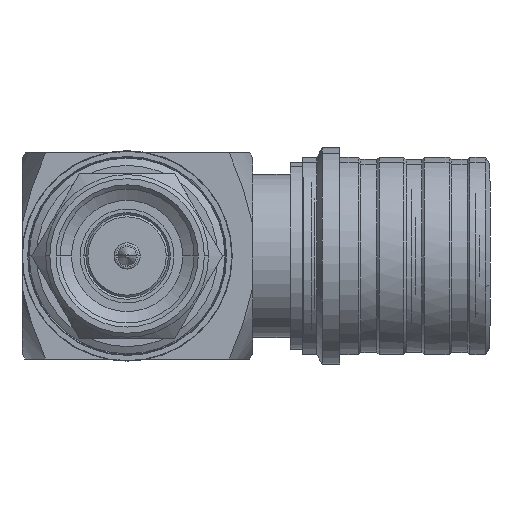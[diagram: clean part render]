
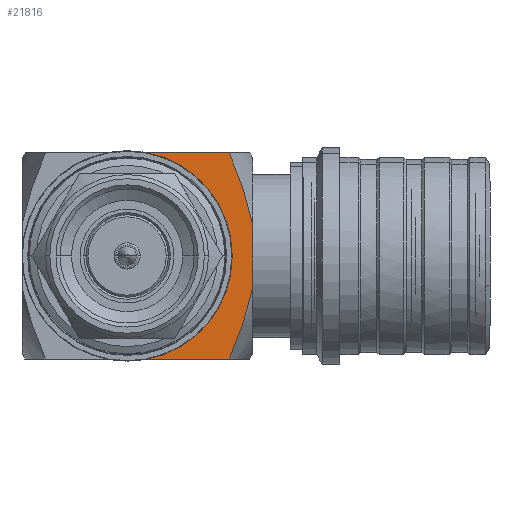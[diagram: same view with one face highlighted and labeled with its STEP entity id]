
A CAD part, left-side view. The second image highlights one B-rep face of the part: STEP entity #21816.
In plain terms, the highlighted face is planar.
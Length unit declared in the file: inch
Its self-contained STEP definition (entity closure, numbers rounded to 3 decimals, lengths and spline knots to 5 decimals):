
#504 = ORIENTED_EDGE ( 'NONE', *, *, #13243, .T. ) ;
#1041 = DIRECTION ( 'NONE',  ( 0., 0., -1. ) ) ;
#1364 = CARTESIAN_POINT ( 'NONE',  ( 0.31102, -0.17717, 0.05987 ) ) ;
#1397 = EDGE_LOOP ( 'NONE', ( #33351, #504, #29173, #11904, #7501, #26670, #30240 ) ) ;
#2426 = CARTESIAN_POINT ( 'NONE',  ( 0.35596, -0.17717, -0.19685 ) ) ;
#2719 = CARTESIAN_POINT ( 'NONE',  ( 0.55118, -0.17717, 0. ) ) ;
#3176 = CARTESIAN_POINT ( 'NONE',  ( 0.35596, -0.17717, 0.19685 ) ) ;
#3210 = CARTESIAN_POINT ( 'NONE',  ( 0.32203, -0.17717, 0.10683 ) ) ;
#3660 = CARTESIAN_POINT ( 'NONE',  ( 0.31102, -0.17717, -0.19685 ) ) ;
#3689 = CARTESIAN_POINT ( 'NONE',  ( 0.51161, -0.17717, -0.19685 ) ) ;
#4216 = AXIS2_PLACEMENT_3D ( 'NONE', #2719, #33361, #35938 ) ;
#5712 = CARTESIAN_POINT ( 'NONE',  ( 0.35039, -0.17717, 0. ) ) ;
#5978 = CARTESIAN_POINT ( 'NONE',  ( 0.34644, -0.17717, 0.17468 ) ) ;
#6723 = CARTESIAN_POINT ( 'NONE',  ( 0.31102, -0.17717, 0.19685 ) ) ;
#7501 = ORIENTED_EDGE ( 'NONE', *, *, #19403, .T. ) ;
#7797 = B_SPLINE_CURVE_WITH_KNOTS ( 'NONE', 3,
 ( #8157, #5978, #22497, #3210, #11284, #33291 ),
 .UNSPECIFIED., .F., .F.,
 ( 4, 2, 4 ),
 ( 0., 0.00183, 0.00366 ),
 .UNSPECIFIED. ) ;
#8097 = VERTEX_POINT ( 'NONE', #2426 ) ;
#8157 = CARTESIAN_POINT ( 'NONE',  ( 0.35596, -0.17717, 0.19685 ) ) ;
#9938 = LINE ( 'NONE', #35600, #12451 ) ;
#11284 = CARTESIAN_POINT ( 'NONE',  ( 0.31543, -0.17717, 0.08371 ) ) ;
#11904 = ORIENTED_EDGE ( 'NONE', *, *, #23592, .F. ) ;
#12451 = VECTOR ( 'NONE', #32865, 39.37008 ) ;
#13243 = EDGE_CURVE ( 'NONE', #8097, #27017, #17618, .T. ) ;
#13450 = EDGE_CURVE ( 'NONE', #32191, #8097, #24339, .T. ) ;
#13787 = CARTESIAN_POINT ( 'NONE',  ( 0.31102, -0.17717, -0.05987 ) ) ;
#14579 = DIRECTION ( 'NONE',  ( 0., 0., -1. ) ) ;
#14780 = CIRCLE ( 'NONE', #19462, 0.20079 ) ;
#14911 = EDGE_CURVE ( 'NONE', #16929, #32191, #19917, .T. ) ;
#16929 = VERTEX_POINT ( 'NONE', #1364 ) ;
#16951 = VERTEX_POINT ( 'NONE', #32355 ) ;
#17618 = LINE ( 'NONE', #3660, #34713 ) ;
#18627 = CARTESIAN_POINT ( 'NONE',  ( 0.34644, -0.17717, -0.17468 ) ) ;
#18998 = CARTESIAN_POINT ( 'NONE',  ( 0.33753, -0.17717, -0.15232 ) ) ;
#19403 = EDGE_CURVE ( 'NONE', #16951, #31445, #9938, .T. ) ;
#19462 = AXIS2_PLACEMENT_3D ( 'NONE', #30689, #22079, #33251 ) ;
#19917 = LINE ( 'NONE', #31094, #33647 ) ;
#20583 = AXIS2_PLACEMENT_3D ( 'NONE', #6723, #23608, #1041 ) ;
#21394 = CARTESIAN_POINT ( 'NONE',  ( 0.31543, -0.17717, -0.08371 ) ) ;
#21816 = ADVANCED_FACE ( 'NONE', ( #34430 ), #34614, .T. ) ;
#22079 = DIRECTION ( 'NONE',  ( 0., -1., 0. ) ) ;
#22497 = CARTESIAN_POINT ( 'NONE',  ( 0.33753, -0.17717, 0.15232 ) ) ;
#23485 = EDGE_CURVE ( 'NONE', #31692, #27017, #31747, .T. ) ;
#23592 = EDGE_CURVE ( 'NONE', #16951, #31692, #14780, .T. ) ;
#23608 = DIRECTION ( 'NONE',  ( 0., -1., 0. ) ) ;
#24339 = B_SPLINE_CURVE_WITH_KNOTS ( 'NONE', 3,
 ( #35316, #21394, #33279, #18998, #18627, #29793 ),
 .UNSPECIFIED., .F., .F.,
 ( 4, 2, 4 ),
 ( 0., 0.00183, 0.00366 ),
 .UNSPECIFIED. ) ;
#26670 = ORIENTED_EDGE ( 'NONE', *, *, #35731, .T. ) ;
#27017 = VERTEX_POINT ( 'NONE', #3689 ) ;
#29173 = ORIENTED_EDGE ( 'NONE', *, *, #23485, .F. ) ;
#29793 = CARTESIAN_POINT ( 'NONE',  ( 0.35596, -0.17717, -0.19685 ) ) ;
#30240 = ORIENTED_EDGE ( 'NONE', *, *, #14911, .T. ) ;
#30689 = CARTESIAN_POINT ( 'NONE',  ( 0.55118, -0.17717, 0. ) ) ;
#31094 = CARTESIAN_POINT ( 'NONE',  ( 0.31102, -0.17717, 0.19685 ) ) ;
#31445 = VERTEX_POINT ( 'NONE', #3176 ) ;
#31692 = VERTEX_POINT ( 'NONE', #5712 ) ;
#31747 = CIRCLE ( 'NONE', #4216, 0.20079 ) ;
#32191 = VERTEX_POINT ( 'NONE', #13787 ) ;
#32355 = CARTESIAN_POINT ( 'NONE',  ( 0.51161, -0.17717, 0.19685 ) ) ;
#32383 = DIRECTION ( 'NONE',  ( 1., 0., 0. ) ) ;
#32865 = DIRECTION ( 'NONE',  ( -1., 0., 0. ) ) ;
#33251 = DIRECTION ( 'NONE',  ( -1., 0., 0. ) ) ;
#33279 = CARTESIAN_POINT ( 'NONE',  ( 0.32203, -0.17717, -0.10683 ) ) ;
#33291 = CARTESIAN_POINT ( 'NONE',  ( 0.31102, -0.17717, 0.05987 ) ) ;
#33351 = ORIENTED_EDGE ( 'NONE', *, *, #13450, .T. ) ;
#33361 = DIRECTION ( 'NONE',  ( 0., -1., 0. ) ) ;
#33647 = VECTOR ( 'NONE', #14579, 39.37008 ) ;
#34430 = FACE_OUTER_BOUND ( 'NONE', #1397, .T. ) ;
#34614 = PLANE ( 'NONE',  #20583 ) ;
#34713 = VECTOR ( 'NONE', #32383, 39.37008 ) ;
#35316 = CARTESIAN_POINT ( 'NONE',  ( 0.31102, -0.17717, -0.05987 ) ) ;
#35600 = CARTESIAN_POINT ( 'NONE',  ( 0.31102, -0.17717, 0.19685 ) ) ;
#35731 = EDGE_CURVE ( 'NONE', #31445, #16929, #7797, .T. ) ;
#35938 = DIRECTION ( 'NONE',  ( -1., 0., 0. ) ) ;
